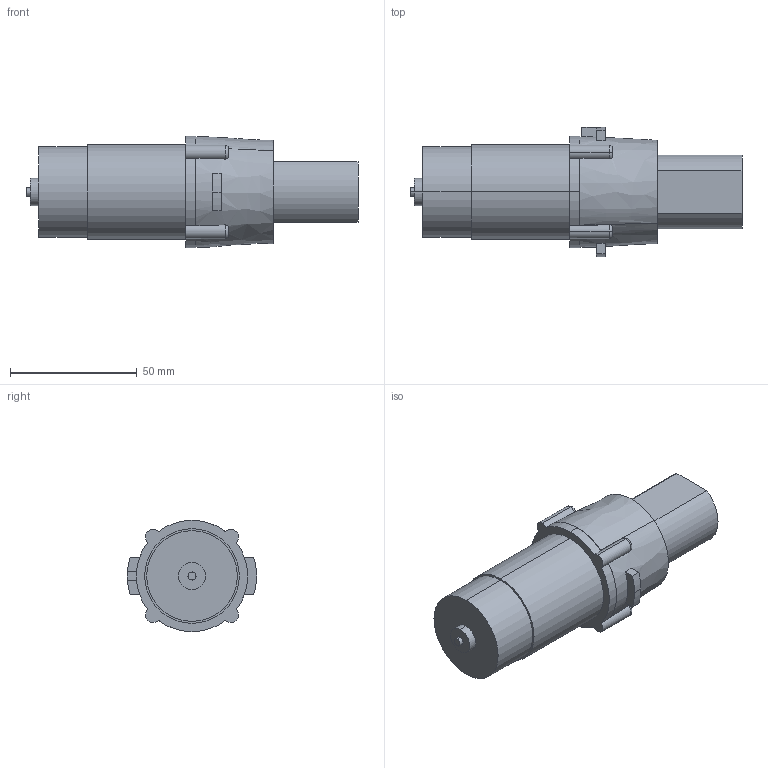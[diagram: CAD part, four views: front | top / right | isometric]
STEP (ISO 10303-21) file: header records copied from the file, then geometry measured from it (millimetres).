
FILE_DESCRIPTION (( 'STEP AP203' ), '1' );
FILE_NAME ('cordless drill motor.STEP', '2024-09-16T11:48:01', ( '' ), ( '' ), 'SwSTEP 2.0', 'SolidWorks 2023', '' );
FILE_SCHEMA (( 'CONFIG_CONTROL_DESIGN' ));
Length unit declared in the file: inch
Products named in the file (1): cordless drill motor
Bounding box: 131.09 x 51 x 43.94 mm (x, y, z)
Volume: 132121.2 mm3; surface area: 19015.9 mm2
Topology: 1 solids, 1 shells, 88 faces, 208 edges, 138 vertices
Faces by surface type: cylinder 42, plane 38, torus 6, bspline 2
Entity records: 2916 total; most frequent: CARTESIAN_POINT 778, DIRECTION 446, ORIENTED_EDGE 416, EDGE_CURVE 208, AXIS2_PLACEMENT_3D 191, VERTEX_POINT 138, EDGE_LOOP 104, CIRCLE 104
